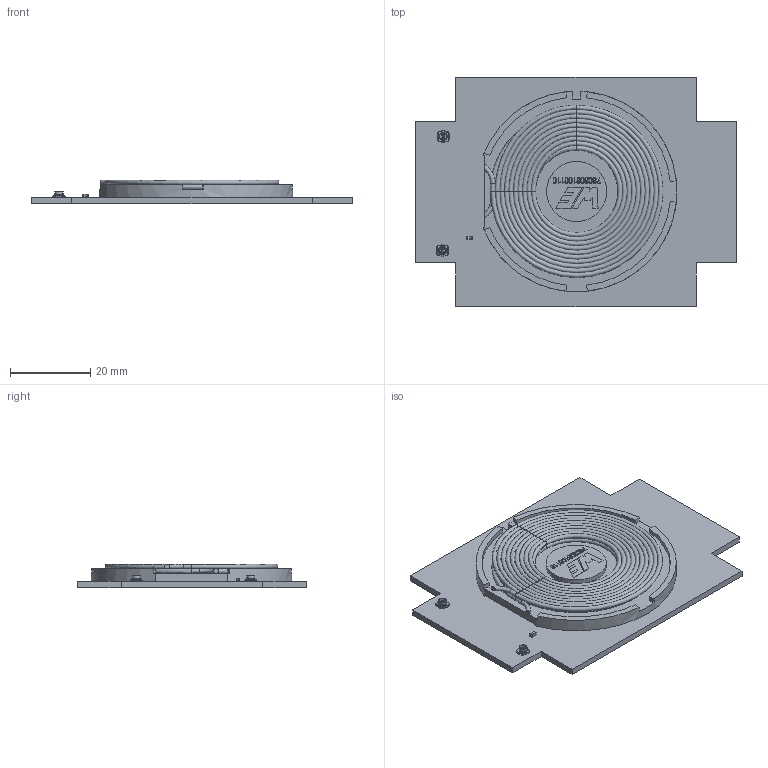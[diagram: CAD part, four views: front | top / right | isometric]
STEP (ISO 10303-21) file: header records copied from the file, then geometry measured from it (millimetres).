
FILE_DESCRIPTION(('Open CASCADE Model'),'2;1');
FILE_NAME('Open CASCADE Shape Model','2024-08-20T15:32:51',('Author'),( 'Open CASCADE'),'Open CASCADE STEP processor 7.5','Open CASCADE 7.5' ,'Unknown');
FILE_SCHEMA(('AUTOMOTIVE_DESIGN { 1 0 10303 214 1 1 1 1 }'));
Length unit declared in the file: millimetre
Products named in the file (21): PCB; Board; Open CASCADE STEP translator 7.5 2.1.1; NTC200; NTCS0603E3; L200; 760308100110 (rev1) v1_RGB4408131; turns; place holder; J201; Conn_HIROSE_U_FL-R-SMT-1_10_eec; 1; 2; 3; 4; 5; U.FL-R-SMT-1; Hirose Logo adjastable; 6; J200
Assembly tree (21 placements, depth 5):
  PCB
    Board
      Open CASCADE STEP translator 7.5 2.1.1
    NTC200
      NTCS0603E3
    L200
      760308100110 (rev1) v1_RGB4408131
        turns
        place holder
    J201
      Conn_HIROSE_U_FL-R-SMT-1_10_eec
        1
          1
          2
          3
          4
          5
          U.FL-R-SMT-1
          Hirose Logo adjastable
          6
    J200
      Conn_HIROSE_U_FL-R-SMT-1_10_eec
        1
          1
          2
          3
          4
          5
          U.FL-R-SMT-1
          Hirose Logo adjastable
          6
Bounding box: 79.94 x 57.15 x 5.85 mm (x, y, z)
Volume: 12714 mm3; surface area: 19851.5 mm2
Topology: 22 solids, 22 shells, 666 faces, 1717 edges, 1102 vertices
Faces by surface type: plane 447, cylinder 102, bspline 65, torus 32, cone 12, sphere 8
Full cylindrical faces by diameter (mm): 0.127 x2, 0.5 x2, 1.12 x1, 1.7 x4, 1.86 x2, 2 x4, 15 x1
Entity records: 24513 total; most frequent: CARTESIAN_POINT 12919, ORIENTED_EDGE 2332, DIRECTION 2123, EDGE_CURVE 1166, LINE 787, VECTOR 787, VERTEX_POINT 744, AXIS2_PLACEMENT_3D 668
